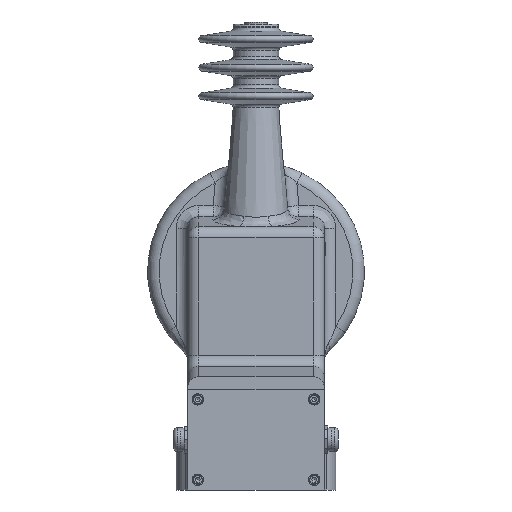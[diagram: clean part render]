
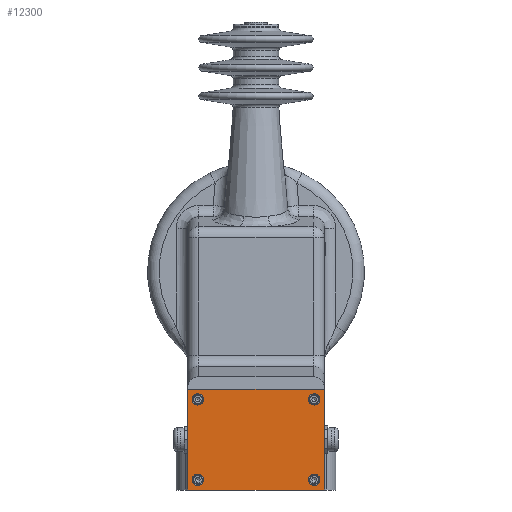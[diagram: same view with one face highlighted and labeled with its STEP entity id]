
A CAD part, left-side view. The second image highlights one B-rep face of the part: STEP entity #12300.
In plain terms, the highlighted planar face has unit normal (-1, 0, 0).
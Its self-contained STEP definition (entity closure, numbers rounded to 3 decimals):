
#12300=ADVANCED_FACE('',(#35131,#35133,#35135,#35137,#35139),#35141,.T.);
#35131=FACE_BOUND('',#35132,.T.);
#35132=EDGE_LOOP('',(#42752,#42753,#42754,#42755));
#35133=FACE_BOUND('',#35134,.T.);
#35134=EDGE_LOOP('',(#42756));
#35135=FACE_BOUND('',#35136,.T.);
#35136=EDGE_LOOP('',(#42757));
#35137=FACE_BOUND('',#35138,.T.);
#35138=EDGE_LOOP('',(#42758));
#35139=FACE_BOUND('',#35140,.T.);
#35140=EDGE_LOOP('',(#42759));
#35141=PLANE('',#35142);
#35142=AXIS2_PLACEMENT_3D('',#35143,#35144,#35145);
#35143=CARTESIAN_POINT('',(-219.,0.,0.));
#35144=DIRECTION('',(-1.,0.,0.));
#35145=DIRECTION('',(0.,-1.,0.));
#42752=ORIENTED_EDGE('',*,*,#46560,.T.);
#42753=ORIENTED_EDGE('',*,*,#46561,.T.);
#42754=ORIENTED_EDGE('',*,*,#46562,.T.);
#42755=ORIENTED_EDGE('',*,*,#46563,.T.);
#42756=ORIENTED_EDGE('',*,*,#46564,.T.);
#42757=ORIENTED_EDGE('',*,*,#46565,.T.);
#42758=ORIENTED_EDGE('',*,*,#46566,.T.);
#42759=ORIENTED_EDGE('',*,*,#46567,.T.);
#46560=EDGE_CURVE('',#52163,#52164,#52165,.T.);
#46561=EDGE_CURVE('',#52164,#52166,#52167,.T.);
#46562=EDGE_CURVE('',#52166,#52168,#52169,.T.);
#46563=EDGE_CURVE('',#52168,#52163,#52170,.T.);
#46564=EDGE_CURVE('',#52171,#52171,#52172,.F.);
#46565=EDGE_CURVE('',#52173,#52173,#52174,.F.);
#46566=EDGE_CURVE('',#52175,#52175,#52176,.F.);
#46567=EDGE_CURVE('',#52177,#52177,#52178,.F.);
#52163=VERTEX_POINT('',#69368);
#52164=VERTEX_POINT('',#69369);
#52165=LINE('',#69370,#69371);
#52166=VERTEX_POINT('',#69373);
#52167=LINE('',#69374,#69375);
#52168=VERTEX_POINT('',#69377);
#52169=LINE('',#69378,#69379);
#52170=LINE('',#69381,#69382);
#52171=VERTEX_POINT('',#69384);
#52172=CIRCLE('',#69385,5.);
#52173=VERTEX_POINT('',#69389);
#52174=CIRCLE('',#69390,5.);
#52175=VERTEX_POINT('',#69394);
#52176=CIRCLE('',#69395,5.);
#52177=VERTEX_POINT('',#69399);
#52178=CIRCLE('',#69400,5.);
#69368=CARTESIAN_POINT('',(-219.,-60.,-39.6));
#69369=CARTESIAN_POINT('',(-219.,60.,-39.6));
#69370=CARTESIAN_POINT('',(-219.,-60.,-39.6));
#69371=VECTOR('',#69372,1.);
#69372=DIRECTION('',(0.,1.,0.));
#69373=CARTESIAN_POINT('',(-219.,60.,-128.));
#69374=CARTESIAN_POINT('',(-219.,60.,-39.6));
#69375=VECTOR('',#69376,1.);
#69376=DIRECTION('',(0.,0.,-1.));
#69377=CARTESIAN_POINT('',(-219.,-60.,-128.));
#69378=CARTESIAN_POINT('',(-219.,60.,-128.));
#69379=VECTOR('',#69380,1.);
#69380=DIRECTION('',(0.,-1.,0.));
#69381=CARTESIAN_POINT('',(-219.,-60.,-128.));
#69382=VECTOR('',#69383,1.);
#69383=DIRECTION('',(0.,0.,1.));
#69384=CARTESIAN_POINT('',(-219.,46.,-48.6));
#69385=AXIS2_PLACEMENT_3D('',#69386,#69387,#69388);
#69386=CARTESIAN_POINT('',(-219.,51.,-48.6));
#69387=DIRECTION('',(-1.,0.,0.));
#69388=DIRECTION('',(0.,-1.,0.));
#69389=CARTESIAN_POINT('',(-219.,-56.,-48.6));
#69390=AXIS2_PLACEMENT_3D('',#69391,#69392,#69393);
#69391=CARTESIAN_POINT('',(-219.,-51.,-48.6));
#69392=DIRECTION('',(-1.,0.,0.));
#69393=DIRECTION('',(0.,-1.,0.));
#69394=CARTESIAN_POINT('',(-219.,-56.,-119.));
#69395=AXIS2_PLACEMENT_3D('',#69396,#69397,#69398);
#69396=CARTESIAN_POINT('',(-219.,-51.,-119.));
#69397=DIRECTION('',(-1.,0.,0.));
#69398=DIRECTION('',(0.,-1.,0.));
#69399=CARTESIAN_POINT('',(-219.,46.,-119.));
#69400=AXIS2_PLACEMENT_3D('',#69401,#69402,#69403);
#69401=CARTESIAN_POINT('',(-219.,51.,-119.));
#69402=DIRECTION('',(-1.,0.,0.));
#69403=DIRECTION('',(0.,-1.,0.));
